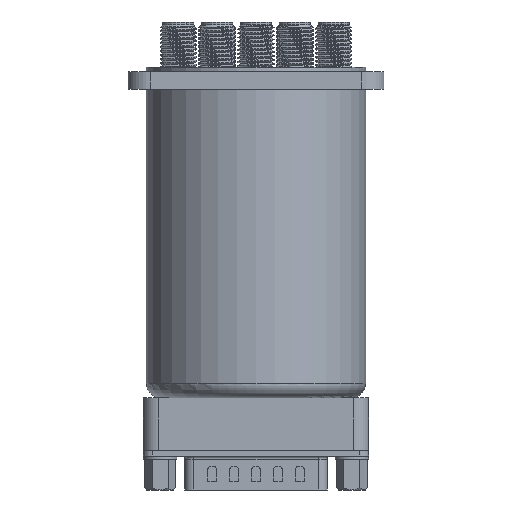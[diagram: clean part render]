
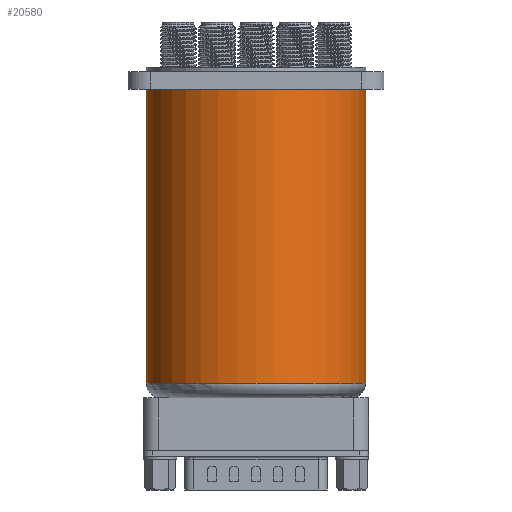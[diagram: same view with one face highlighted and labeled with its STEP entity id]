
A CAD part, front view. The second image highlights one B-rep face of the part: STEP entity #20580.
In plain terms, the highlighted cylindrical face has radius 19.05 mm (diameter 38.1 mm), a partial arc.
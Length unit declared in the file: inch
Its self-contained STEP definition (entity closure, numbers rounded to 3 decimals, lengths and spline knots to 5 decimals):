
#1802 = ORIENTED_EDGE ( 'NONE', *, *, #50297, .T. ) ;
#3043 = VECTOR ( 'NONE', #20841, 39.37008 ) ;
#3231 = DIRECTION ( 'NONE',  ( 1., 0., 0. ) ) ;
#4160 = VERTEX_POINT ( 'NONE', #5336 ) ;
#5336 = CARTESIAN_POINT ( 'NONE',  ( 0.75, 0., -0.15 ) ) ;
#10696 = CIRCLE ( 'NONE', #32242, 0.75 ) ;
#10933 = DIRECTION ( 'NONE',  ( 1., 0., 0. ) ) ;
#11892 = EDGE_CURVE ( 'NONE', #32581, #41130, #20519, .T. ) ;
#14740 = CARTESIAN_POINT ( 'NONE',  ( 0., 0., -2.26 ) ) ;
#14803 = ORIENTED_EDGE ( 'NONE', *, *, #11892, .F. ) ;
#17571 = DIRECTION ( 'NONE',  ( 0., 0., 1. ) ) ;
#17962 = ORIENTED_EDGE ( 'NONE', *, *, #21747, .F. ) ;
#18093 = CARTESIAN_POINT ( 'NONE',  ( -0.75, 0., -2.16 ) ) ;
#19930 = CIRCLE ( 'NONE', #45789, 0.75 ) ;
#20519 = LINE ( 'NONE', #33224, #26058 ) ;
#20580 = ADVANCED_FACE ( 'NONE', ( #26862 ), #33048, .T. ) ;
#20841 = DIRECTION ( 'NONE',  ( 0., 0., 1. ) ) ;
#21747 = EDGE_CURVE ( 'NONE', #41130, #4160, #10696, .T. ) ;
#22732 = DIRECTION ( 'NONE',  ( 0., 0., 1. ) ) ;
#26058 = VECTOR ( 'NONE', #17571, 39.37008 ) ;
#26862 = FACE_OUTER_BOUND ( 'NONE', #26878, .T. ) ;
#26878 = EDGE_LOOP ( 'NONE', ( #14803, #1802, #35082, #17962 ) ) ;
#27858 = DIRECTION ( 'NONE',  ( -1., 0., 0. ) ) ;
#30505 = CARTESIAN_POINT ( 'NONE',  ( 0.75, 0., -2.16 ) ) ;
#32050 = VERTEX_POINT ( 'NONE', #30505 ) ;
#32242 = AXIS2_PLACEMENT_3D ( 'NONE', #47837, #47670, #27858 ) ;
#32581 = VERTEX_POINT ( 'NONE', #18093 ) ;
#32986 = EDGE_CURVE ( 'NONE', #32050, #4160, #35367, .T. ) ;
#33048 = CYLINDRICAL_SURFACE ( 'NONE', #35214, 0.75 ) ;
#33169 = CARTESIAN_POINT ( 'NONE',  ( 0.75, 0., -2.26 ) ) ;
#33224 = CARTESIAN_POINT ( 'NONE',  ( -0.75, 0., -2.26 ) ) ;
#35082 = ORIENTED_EDGE ( 'NONE', *, *, #32986, .T. ) ;
#35153 = DIRECTION ( 'NONE',  ( 0., 0., 1. ) ) ;
#35214 = AXIS2_PLACEMENT_3D ( 'NONE', #14740, #22732, #10933 ) ;
#35367 = LINE ( 'NONE', #33169, #3043 ) ;
#38810 = CARTESIAN_POINT ( 'NONE',  ( 0., 0., -2.16 ) ) ;
#41130 = VERTEX_POINT ( 'NONE', #46467 ) ;
#45789 = AXIS2_PLACEMENT_3D ( 'NONE', #38810, #35153, #3231 ) ;
#46467 = CARTESIAN_POINT ( 'NONE',  ( -0.75, 0., -0.15 ) ) ;
#47670 = DIRECTION ( 'NONE',  ( 0., 0., 1. ) ) ;
#47837 = CARTESIAN_POINT ( 'NONE',  ( 0., 0., -0.15 ) ) ;
#50297 = EDGE_CURVE ( 'NONE', #32581, #32050, #19930, .T. ) ;
